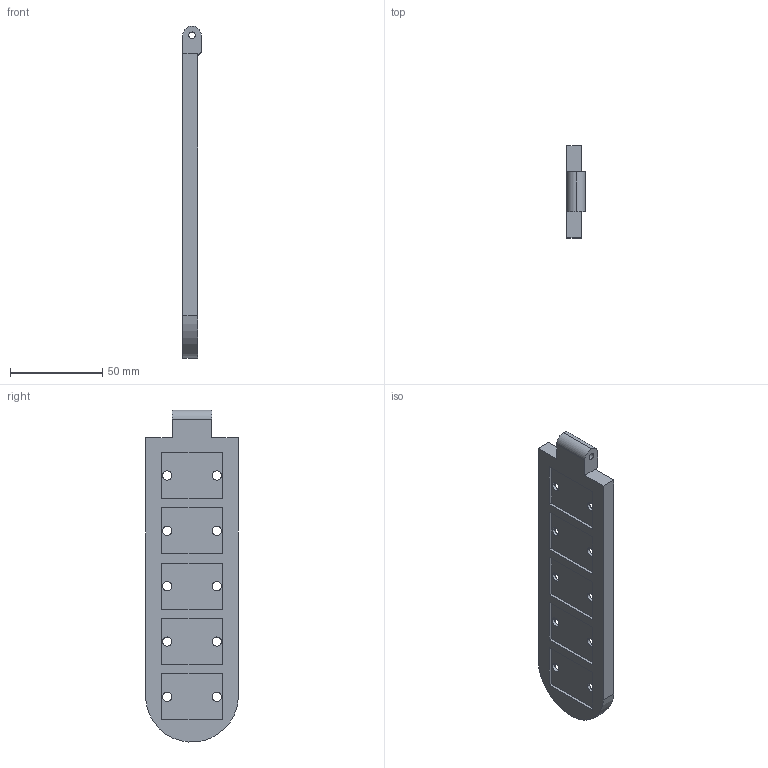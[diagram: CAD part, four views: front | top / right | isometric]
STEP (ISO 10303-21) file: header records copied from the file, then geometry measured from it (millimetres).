
FILE_DESCRIPTION(('CATIA V5 STEP Exchange'),'2;1');
FILE_NAME('Water_Sensor_Solar_Flap.stp','2022-05-03T19:00:29+00:00',('none'),('none'),'CATIA Version 5-6 Release 2017','CATIA V5 STEP AP203','none');
FILE_SCHEMA(('CONFIG_CONTROL_DESIGN'));
Length unit declared in the file: millimetre
Products named in the file (1): Water_Sensor_Solar_Flap
Bounding box: 10 x 50.05 x 179.93 mm (x, y, z)
Volume: 31978.4 mm3; surface area: 22990.9 mm2
Topology: 1 solids, 1 shells, 66 faces, 174 edges, 116 vertices
Faces by surface type: plane 39, cylinder 27
Entity records: 1958 total; most frequent: ORIENTED_EDGE 348, CARTESIAN_POINT 332, DIRECTION 256, EDGE_CURVE 174, VECTOR 120, LINE 120, VERTEX_POINT 116, AXIS2_PLACEMENT_3D 96
